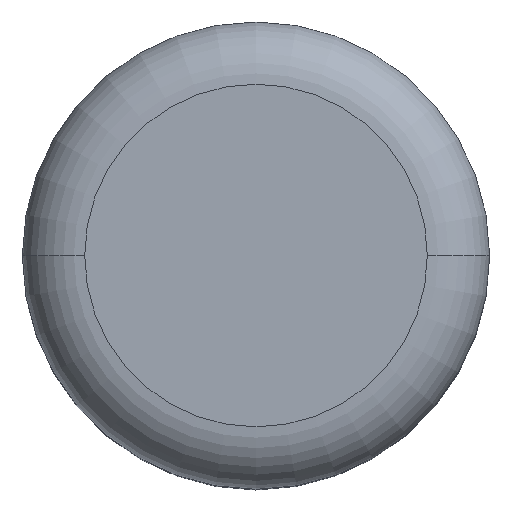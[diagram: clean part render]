
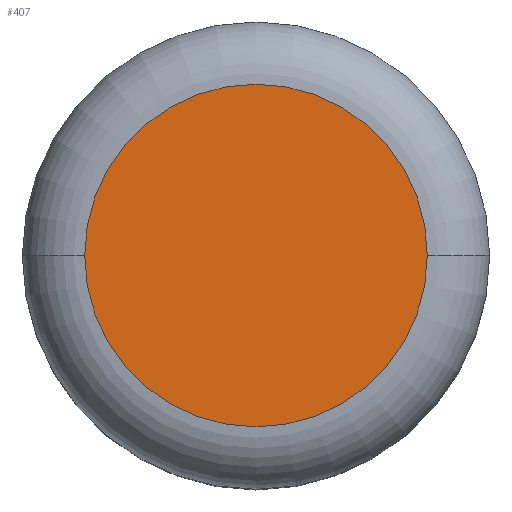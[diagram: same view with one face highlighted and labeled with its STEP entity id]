
A CAD part, top view. The second image highlights one B-rep face of the part: STEP entity #407.
In plain terms, the highlighted planar face has unit normal (0, 0, 1).
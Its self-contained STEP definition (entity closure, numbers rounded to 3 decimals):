
#21 = DIRECTION ( 'NONE',  ( 0., 0., 1. ) ) ;
#52 = PLANE ( 'NONE',  #358 ) ;
#86 = CARTESIAN_POINT ( 'NONE',  ( -60.568, 7.583, 36. ) ) ;
#94 = EDGE_CURVE ( 'NONE', #504, #159, #334, .T. ) ;
#106 = AXIS2_PLACEMENT_3D ( 'NONE', #86, #471, #249 ) ;
#133 = CARTESIAN_POINT ( 'NONE',  ( -60.568, 7.583, 36. ) ) ;
#159 = VERTEX_POINT ( 'NONE', #324 ) ;
#187 = EDGE_CURVE ( 'NONE', #159, #504, #343, .T. ) ;
#193 = CARTESIAN_POINT ( 'NONE',  ( -55.068, 7.583, 36. ) ) ;
#249 = DIRECTION ( 'NONE',  ( 1., 0., 0. ) ) ;
#267 = AXIS2_PLACEMENT_3D ( 'NONE', #273, #349, #502 ) ;
#273 = CARTESIAN_POINT ( 'NONE',  ( -60.568, 7.583, 36. ) ) ;
#324 = CARTESIAN_POINT ( 'NONE',  ( -66.068, 7.583, 36. ) ) ;
#334 = CIRCLE ( 'NONE', #267, 5.5 ) ;
#343 = CIRCLE ( 'NONE', #106, 5.5 ) ;
#349 = DIRECTION ( 'NONE',  ( 0., 0., 1. ) ) ;
#358 = AXIS2_PLACEMENT_3D ( 'NONE', #133, #21, #485 ) ;
#407 = ADVANCED_FACE ( 'NONE', ( #440 ), #52, .T. ) ;
#411 = ORIENTED_EDGE ( 'NONE', *, *, #187, .T. ) ;
#413 = ORIENTED_EDGE ( 'NONE', *, *, #94, .T. ) ;
#440 = FACE_OUTER_BOUND ( 'NONE', #453, .T. ) ;
#453 = EDGE_LOOP ( 'NONE', ( #413, #411 ) ) ;
#471 = DIRECTION ( 'NONE',  ( 0., 0., 1. ) ) ;
#485 = DIRECTION ( 'NONE',  ( 1., 0., 0. ) ) ;
#502 = DIRECTION ( 'NONE',  ( 1., 0., 0. ) ) ;
#504 = VERTEX_POINT ( 'NONE', #193 ) ;
